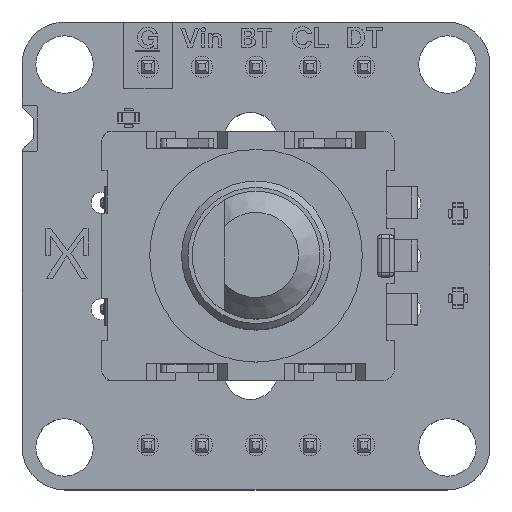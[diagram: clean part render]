
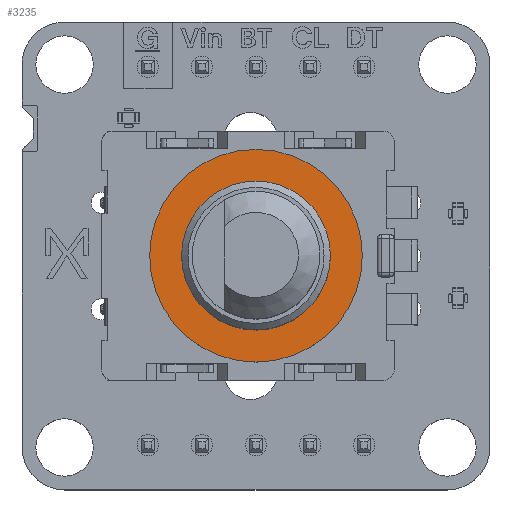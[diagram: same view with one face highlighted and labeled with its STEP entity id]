
A CAD part, top view. The second image highlights one B-rep face of the part: STEP entity #3235.
In plain terms, the highlighted planar face has unit normal (0, 0, 1).
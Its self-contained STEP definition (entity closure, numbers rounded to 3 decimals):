
#3215 = EDGE_CURVE('',#3216,#3216,#3218,.T.);
#3216 = VERTEX_POINT('',#3217);
#3217 = CARTESIAN_POINT('',(-5.,0.,0.4));
#3218 = CIRCLE('',#3219,5.);
#3219 = AXIS2_PLACEMENT_3D('',#3220,#3221,#3222);
#3220 = CARTESIAN_POINT('',(0.,0.,0.4));
#3221 = DIRECTION('',(0.,0.,-1.));
#3222 = DIRECTION('',(-1.,0.,0.));
#3235 = ADVANCED_FACE('',(#3236,#3247),#3250,.T.);
#3236 = FACE_BOUND('',#3237,.T.);
#3237 = EDGE_LOOP('',(#3238));
#3238 = ORIENTED_EDGE('',*,*,#3239,.T.);
#3239 = EDGE_CURVE('',#3240,#3240,#3242,.T.);
#3240 = VERTEX_POINT('',#3241);
#3241 = CARTESIAN_POINT('',(-3.5,0.,0.4));
#3242 = CIRCLE('',#3243,3.5);
#3243 = AXIS2_PLACEMENT_3D('',#3244,#3245,#3246);
#3244 = CARTESIAN_POINT('',(0.,0.,0.4));
#3245 = DIRECTION('',(0.,0.,-1.));
#3246 = DIRECTION('',(-1.,0.,0.));
#3247 = FACE_BOUND('',#3248,.T.);
#3248 = EDGE_LOOP('',(#3249));
#3249 = ORIENTED_EDGE('',*,*,#3215,.F.);
#3250 = PLANE('',#3251);
#3251 = AXIS2_PLACEMENT_3D('',#3252,#3253,#3254);
#3252 = CARTESIAN_POINT('',(-5.,0.,0.4));
#3253 = DIRECTION('',(0.,0.,1.));
#3254 = DIRECTION('',(1.,0.,0.));
